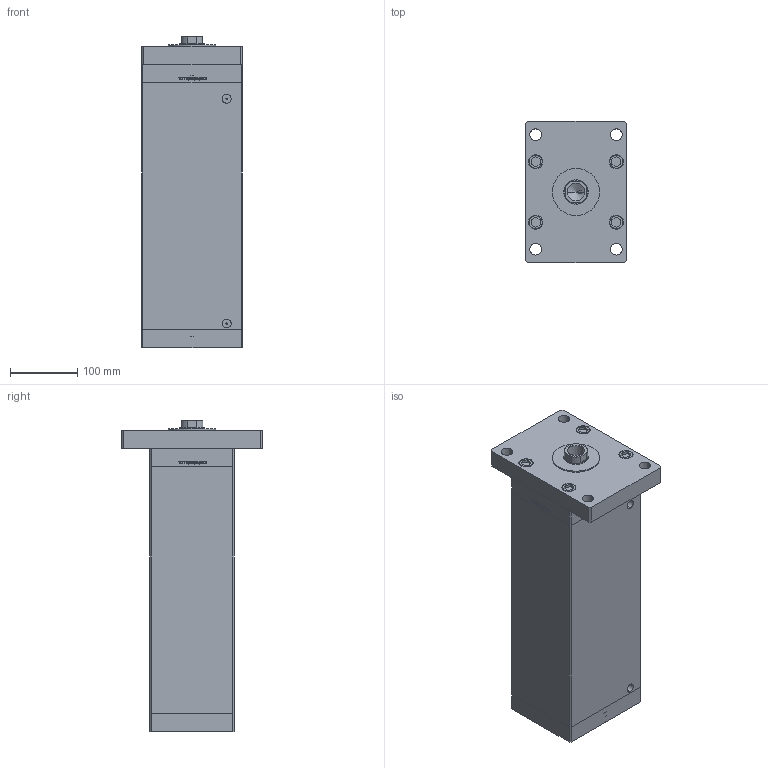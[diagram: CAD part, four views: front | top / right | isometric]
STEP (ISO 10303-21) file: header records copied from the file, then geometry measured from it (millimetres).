
FILE_DESCRIPTION (( 'STEP AP203' ), '1' );
FILE_NAME ('d5ce.STEP', '2024-01-08T20:49:54', ( '' ), ( '' ), 'SwSTEP 2.0', 'SolidWorks 2019', '' );
FILE_SCHEMA (( 'CONFIG_CONTROL_DESIGN' ));
Length unit declared in the file: millimetre
Products named in the file (7): d5ce; V220C_F_MIDDLE df62e0cb98e49c396e6e6a002bdbb7ab; ALLEN BOLT df62e0cb98e49c396e6e6a002bdbb7ab; V220C_VC_F df62e0cb98e49c396e6e6a002bdbb7ab; V220C BACK_F df62e0cb98e49c396e6e6a002bdbb7ab; V220C_F df62e0cb98e49c396e6e6a002bdbb7ab; V220C_FRONT_F df62e0cb98e49c396e6e6a002bdbb7ab
Assembly tree (19 placements, depth 2):
  d5ce
    V220C BACK_F df62e0cb98e49c396e6e6a002bdbb7ab
    V220C_F_MIDDLE df62e0cb98e49c396e6e6a002bdbb7ab
    V220C_FRONT_F df62e0cb98e49c396e6e6a002bdbb7ab
    V220C_F df62e0cb98e49c396e6e6a002bdbb7ab
    ALLEN BOLT df62e0cb98e49c396e6e6a002bdbb7ab  x14
    V220C_VC_F df62e0cb98e49c396e6e6a002bdbb7ab
Bounding box: 150 x 210 x 463 mm (x, y, z)
Volume: 7271263.3 mm3; surface area: 658891.5 mm2
Topology: 19 solids, 19 shells, 1310 faces, 3237 edges, 2115 vertices
Faces by surface type: plane 517, bspline 484, cylinder 187, cone 62, torus 60
Entity records: 53568 total; most frequent: CARTESIAN_POINT 30406, ORIENTED_EDGE 5274, DIRECTION 3079, EDGE_CURVE 2637, VERTEX_POINT 1751, LINE 1367, VECTOR 1367, EDGE_LOOP 1208
